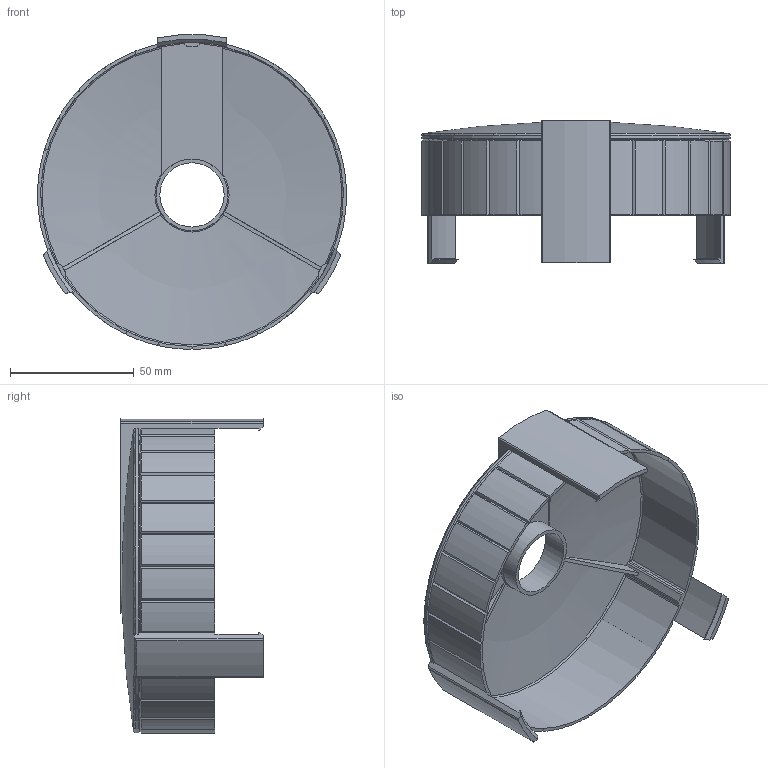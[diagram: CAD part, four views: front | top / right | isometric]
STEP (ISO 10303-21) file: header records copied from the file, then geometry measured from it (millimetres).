
FILE_DESCRIPTION(/* description */ ('STEP AP214'),/* implementation_level */ '2;1');
FILE_NAME(/* name */ '549198_AKM-40',/* time_stamp */ '2024-07-25T13:31:48+02:00',/* author */ ('License CC BY-ND 4.0'),/* organization */ ('CADENAS'),/* preprocessor_version */ 'ST-DEVELOPER v19.3',/* originating_system */ 'PARTsolutions',/* authorisation */ ' ');
FILE_SCHEMA (('AUTOMOTIVE_DESIGN {1 0 10303 214 3 1 1}'));
Length unit declared in the file: millimetre
Products named in the file (1): 549198 AKM-40
Bounding box: 125 x 57.6 x 127.34 mm (x, y, z)
Volume: 49329.8 mm3; surface area: 55748.3 mm2
Topology: 1 solids, 1 shells, 186 faces, 501 edges, 318 vertices
Faces by surface type: plane 73, cylinder 64, cone 33, torus 12, sphere 4
Full cylindrical faces by diameter (mm): 26 x1, 29 x1
Entity records: 5960 total; most frequent: CARTESIAN_POINT 1351, ORIENTED_EDGE 996, DIRECTION 939, EDGE_CURVE 498, AXIS2_PLACEMENT_3D 366, VERTEX_POINT 317, LINE 207, VECTOR 207
